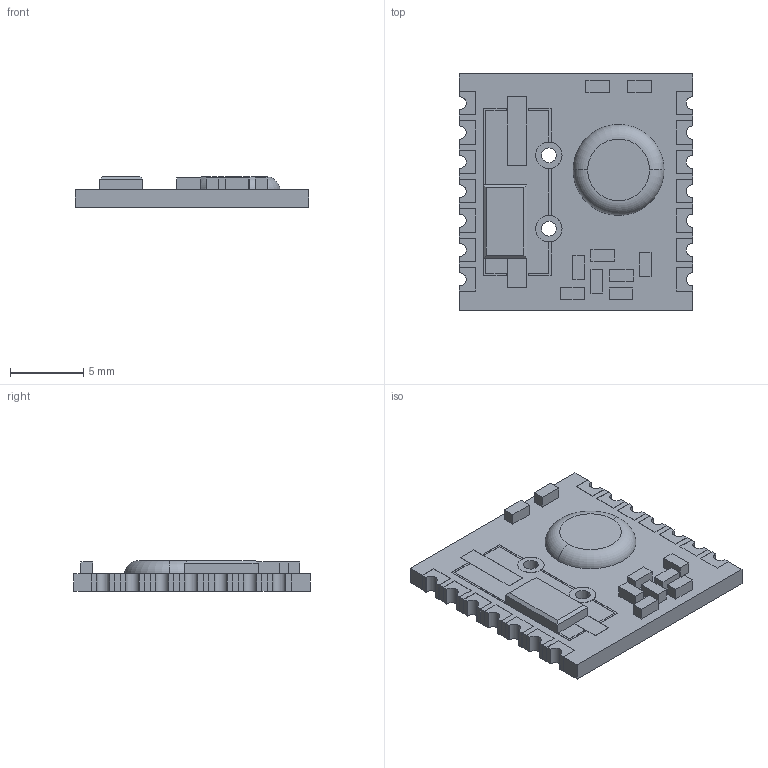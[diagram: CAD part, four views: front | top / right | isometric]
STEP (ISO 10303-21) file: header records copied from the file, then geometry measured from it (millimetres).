
FILE_DESCRIPTION(('FreeCAD Model'),'2;1');
FILE_NAME('RFM69CW.step','2017-01-05T16:59:59',('Author'), (''),'Open CASCADE STEP processor 6.8','FreeCAD','Unknown');
FILE_SCHEMA(('AUTOMOTIVE_DESIGN_CC2 { 1 2 10303 214 -1 1 5 4 }'));
Length unit declared in the file: millimetre
Products named in the file (2): ASSEMBLY; RFM69CW
Assembly tree (1 placements, depth 2):
  ASSEMBLY
    RFM69CW
Bounding box: 15.92 x 16.1 x 2.11 mm (x, y, z)
Volume: 346.2 mm3; surface area: 652 mm2
Topology: 1 solids, 1 shells, 260 faces, 731 edges, 486 vertices
Faces by surface type: plane 222, cylinder 36, torus 2
Entity records: 23414 total; most frequent: CARTESIAN_POINT 7099, DIRECTION 2614, LINE 1855, VECTOR 1855, ORIENTED_EDGE 1462, PCURVE 1462, DEFINITIONAL_REPRESENTATION 1462, EDGE_CURVE 731
